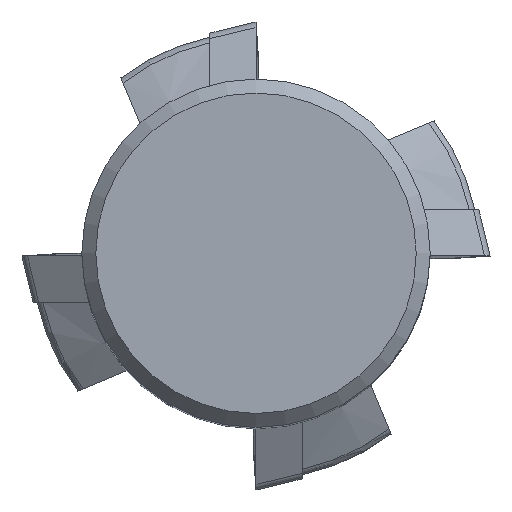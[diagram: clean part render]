
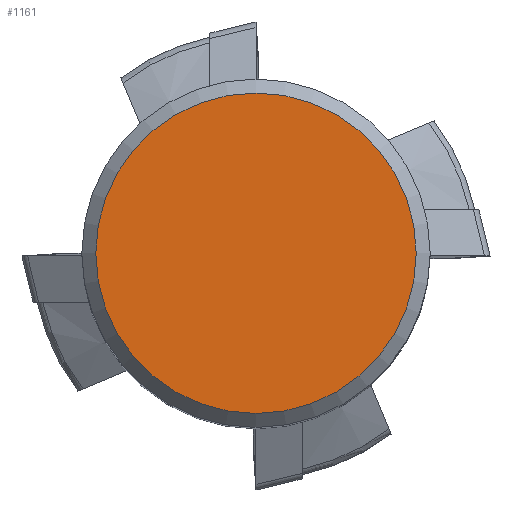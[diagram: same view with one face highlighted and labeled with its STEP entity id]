
A CAD part, top view. The second image highlights one B-rep face of the part: STEP entity #1161.
In plain terms, the highlighted planar face has unit normal (0, 0, 1).
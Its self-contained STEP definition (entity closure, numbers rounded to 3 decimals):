
#912=FACE_OUTER_BOUND('',#1825,.T.);
#1161=ADVANCED_FACE('CU_SU3',(#912),#1415,.F.);
#1415=PLANE('',#5333);
#1569=CIRCLE('',#5332,11.497);
#1825=EDGE_LOOP('',(#2439));
#2439=ORIENTED_EDGE('',*,*,#4291,.F.);
#3741=VERTEX_POINT('',#8330);
#4291=EDGE_CURVE('',#3741,#3741,#1569,.T.);
#5332=AXIS2_PLACEMENT_3D('',#8329,#6012,#6013);
#5333=AXIS2_PLACEMENT_3D('',#8331,#6014,#6015);
#6012=DIRECTION('',(0.,0.,-1.));
#6013=DIRECTION('',(-1.,0.,0.));
#6014=DIRECTION('',(0.,0.,-1.));
#6015=DIRECTION('',(-1.,0.,0.));
#8329=CARTESIAN_POINT('',(0.,0.,0.));
#8330=CARTESIAN_POINT('',(-11.497,0.,0.));
#8331=CARTESIAN_POINT('',(0.,0.,0.));
